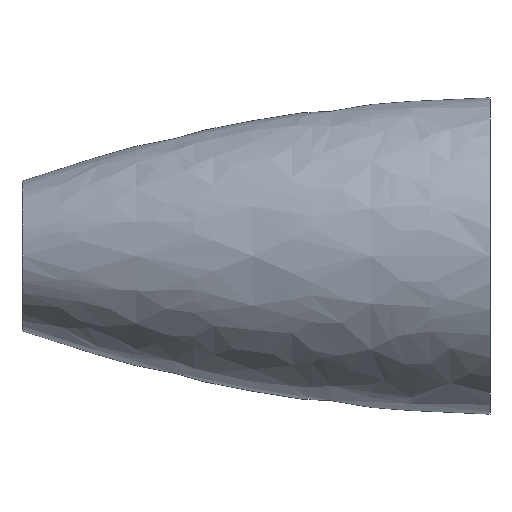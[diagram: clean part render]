
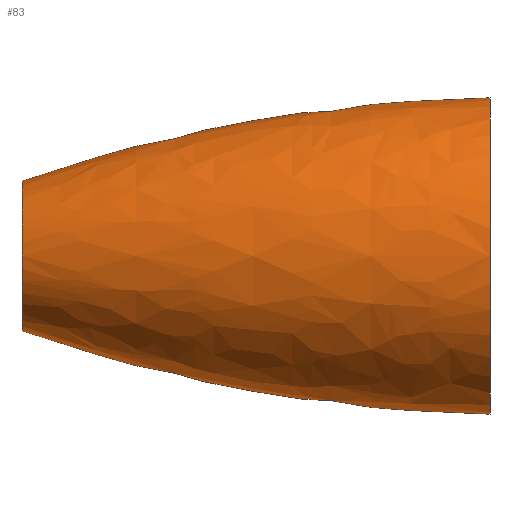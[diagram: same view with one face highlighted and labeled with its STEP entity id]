
A CAD part, left-side view. The second image highlights one B-rep face of the part: STEP entity #83.
In plain terms, the highlighted free-form (B-spline) face has degree [2, 2] with [3, 9] control points.
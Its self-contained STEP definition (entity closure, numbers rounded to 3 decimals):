
#27=FACE_OUTER_BOUND('',#33,.T.);
#33=EDGE_LOOP('',(#64,#65,#66,#67));
#42=CIRCLE('',#103,4.);
#43=CIRCLE('',#104,80.);
#44=CIRCLE('',#105,8.45);
#49=VERTEX_POINT('',#171);
#50=VERTEX_POINT('',#173);
#55=EDGE_CURVE('',#49,#49,#42,.T.);
#56=EDGE_CURVE('',#49,#50,#43,.T.);
#57=EDGE_CURVE('',#50,#50,#44,.T.);
#64=ORIENTED_EDGE('',*,*,#55,.F.);
#65=ORIENTED_EDGE('',*,*,#56,.T.);
#66=ORIENTED_EDGE('',*,*,#57,.T.);
#67=ORIENTED_EDGE('',*,*,#56,.F.);
#82=(
BOUNDED_SURFACE()
B_SPLINE_SURFACE(2,2,((#144,#145,#146,#147,#148,#149,#150,#151,#152),(#153,
#154,#155,#156,#157,#158,#159,#160,#161),(#162,#163,#164,#165,#166,#167,
#168,#169,#170)),.UNSPECIFIED.,.F.,.T.,.F.)
B_SPLINE_SURFACE_WITH_KNOTS((3,3),(3,2,2,2,3),(0.017,0.336),
(-3.142,-1.571,0.,1.571,3.142),
 .UNSPECIFIED.)
GEOMETRIC_REPRESENTATION_ITEM()
RATIONAL_B_SPLINE_SURFACE(((1.,0.707,1.,0.707,1.,
0.707,1.,0.707,1.),(0.987,0.698,
0.987,0.698,0.987,0.698,
0.987,0.698,0.987),(1.,0.707,
1.,0.707,1.,0.707,1.,0.707,1.)))
REPRESENTATION_ITEM('')
SURFACE()
);
#83=ADVANCED_FACE('',(#27),#82,.T.);
#103=AXIS2_PLACEMENT_3D('',#172,#117,#118);
#104=AXIS2_PLACEMENT_3D('',#174,#119,#120);
#105=AXIS2_PLACEMENT_3D('',#175,#121,#122);
#117=DIRECTION('center_axis',(0.,1.,0.));
#118=DIRECTION('ref_axis',(1.,0.,0.));
#119=DIRECTION('center_axis',(0.,0.,
1.));
#120=DIRECTION('ref_axis',(-1.,0.,0.));
#121=DIRECTION('center_axis',(0.,1.,0.));
#122=DIRECTION('ref_axis',(1.,0.,0.));
#144=CARTESIAN_POINT('Ctrl Pts',(-8.45,0.,0.));
#145=CARTESIAN_POINT('Ctrl Pts',(-8.45,0.,-8.45));
#146=CARTESIAN_POINT('Ctrl Pts',(0.,0.,
-8.45));
#147=CARTESIAN_POINT('Ctrl Pts',(8.45,0.,-8.45));
#148=CARTESIAN_POINT('Ctrl Pts',(8.45,0.,0.));
#149=CARTESIAN_POINT('Ctrl Pts',(8.45,0.,8.45));
#150=CARTESIAN_POINT('Ctrl Pts',(0.,0.,
8.45));
#151=CARTESIAN_POINT('Ctrl Pts',(-8.45,0.,8.45));
#152=CARTESIAN_POINT('Ctrl Pts',(-8.45,0.,0.));
#153=CARTESIAN_POINT('Ctrl Pts',(-8.234,12.858,0.));
#154=CARTESIAN_POINT('Ctrl Pts',(-8.234,12.858,-8.234));
#155=CARTESIAN_POINT('Ctrl Pts',(0.,12.858,
-8.234));
#156=CARTESIAN_POINT('Ctrl Pts',(8.234,12.858,-8.234));
#157=CARTESIAN_POINT('Ctrl Pts',(8.234,12.858,0.));
#158=CARTESIAN_POINT('Ctrl Pts',(8.234,12.858,8.234));
#159=CARTESIAN_POINT('Ctrl Pts',(0.,12.858,
8.234));
#160=CARTESIAN_POINT('Ctrl Pts',(-8.234,12.858,8.234));
#161=CARTESIAN_POINT('Ctrl Pts',(-8.234,12.858,0.));
#162=CARTESIAN_POINT('Ctrl Pts',(-4.,25.,0.));
#163=CARTESIAN_POINT('Ctrl Pts',(-4.,25.,-4.));
#164=CARTESIAN_POINT('Ctrl Pts',(0.,25.,-4.));
#165=CARTESIAN_POINT('Ctrl Pts',(4.,25.,-4.));
#166=CARTESIAN_POINT('Ctrl Pts',(4.,25.,0.));
#167=CARTESIAN_POINT('Ctrl Pts',(4.,25.,4.));
#168=CARTESIAN_POINT('Ctrl Pts',(0.,25.,4.));
#169=CARTESIAN_POINT('Ctrl Pts',(-4.,25.,4.));
#170=CARTESIAN_POINT('Ctrl Pts',(-4.,25.,0.));
#171=CARTESIAN_POINT('',(-4.,25.,0.));
#172=CARTESIAN_POINT('Origin',(0.,25.,0.));
#173=CARTESIAN_POINT('',(-8.45,0.,0.));
#174=CARTESIAN_POINT('Origin',(71.539,-1.342,0.));
#175=CARTESIAN_POINT('Origin',(0.,0.,0.));
